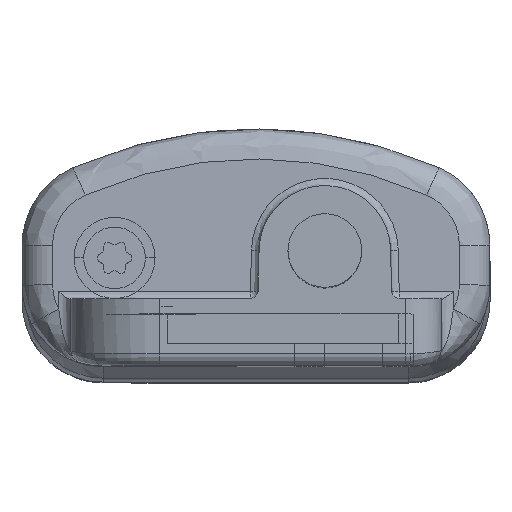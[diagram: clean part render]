
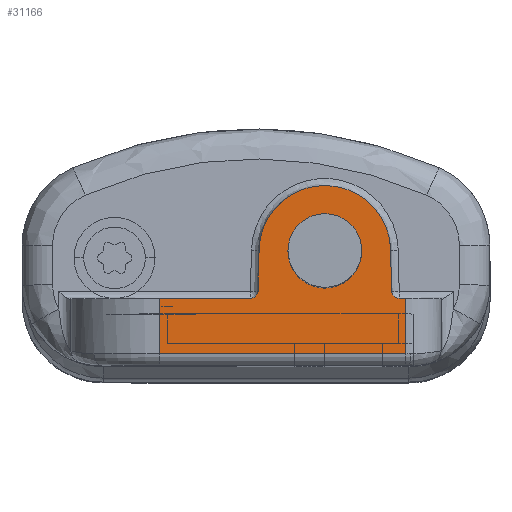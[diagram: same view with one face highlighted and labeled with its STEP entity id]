
A CAD part, top view. The second image highlights one B-rep face of the part: STEP entity #31166.
In plain terms, the highlighted planar face has unit normal (0, 0, 1).
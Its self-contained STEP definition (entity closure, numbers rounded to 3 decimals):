
#28447=CARTESIAN_POINT('',(4.5,5.5,36.8));
#28448=DIRECTION('',(0.,0.,-1.));
#28449=DIRECTION('',(1.,0.,0.));
#28450=AXIS2_PLACEMENT_3D('',#28447,#28448,#28449);
#28452=CARTESIAN_POINT('',(4.5,5.5,36.8));
#28453=DIRECTION('',(0.,0.,-1.));
#28454=DIRECTION('',(-1.,0.,0.));
#28455=AXIS2_PLACEMENT_3D('',#28452,#28453,#28454);
#28457=DIRECTION('',(0.,-1.,0.));
#28458=VECTOR('',#28457,3.6);
#28459=CARTESIAN_POINT('',(-6.3,2.4,36.8));
#28460=LINE('',#28459,#28458);
#28461=DIRECTION('',(-1.,0.,0.));
#28462=VECTOR('',#28461,5.936);
#28463=CARTESIAN_POINT('',(-0.364,2.4,36.8));
#28464=LINE('',#28463,#28462);
#28465=DIRECTION('',(-0.024,-1.,0.));
#28466=VECTOR('',#28465,2.716);
#28467=CARTESIAN_POINT('',(0.201,5.604,36.8));
#28468=LINE('',#28467,#28466);
#28469=CARTESIAN_POINT('',(4.5,5.5,36.8));
#28470=DIRECTION('',(0.,0.,1.));
#28471=DIRECTION('',(1.,0.024,0.));
#28472=AXIS2_PLACEMENT_3D('',#28469,#28470,#28471);
#28474=DIRECTION('',(-0.024,1.,0.));
#28475=VECTOR('',#28474,2.716);
#28476=CARTESIAN_POINT('',(8.864,2.888,36.8));
#28477=LINE('',#28476,#28475);
#28478=DIRECTION('',(-1.,0.,0.));
#28479=VECTOR('',#28478,0.436);
#28480=CARTESIAN_POINT('',(9.8,2.4,36.8));
#28481=LINE('',#28480,#28479);
#28482=DIRECTION('',(0.,1.,0.));
#28483=VECTOR('',#28482,3.6);
#28484=CARTESIAN_POINT('',(9.8,-1.2,36.8));
#28485=LINE('',#28484,#28483);
#28486=DIRECTION('',(1.,0.,0.));
#28487=VECTOR('',#28486,16.1);
#28488=CARTESIAN_POINT('',(-6.3,-1.2,36.8));
#28489=LINE('',#28488,#28487);
#29293=CARTESIAN_POINT('',(9.364,2.9,36.8));
#29294=DIRECTION('',(0.,0.,-1.));
#29295=DIRECTION('',(0.,-1.,0.));
#29296=AXIS2_PLACEMENT_3D('',#29293,#29294,#29295);
#29381=CARTESIAN_POINT('',(-0.364,2.9,36.8));
#29382=DIRECTION('',(0.,0.,-1.));
#29383=DIRECTION('',(1.,-0.024,0.));
#29384=AXIS2_PLACEMENT_3D('',#29381,#29382,#29383);
#30394=CARTESIAN_POINT('',(6.91,5.5,36.8));
#30395=CARTESIAN_POINT('',(2.09,5.5,36.8));
#30396=VERTEX_POINT('',#30394);
#30397=VERTEX_POINT('',#30395);
#30398=CARTESIAN_POINT('',(8.799,5.604,36.8));
#30399=CARTESIAN_POINT('',(0.201,5.604,36.8));
#30400=VERTEX_POINT('',#30398);
#30401=VERTEX_POINT('',#30399);
#30403=CARTESIAN_POINT('',(-6.3,2.4,36.8));
#30405=VERTEX_POINT('',#30403);
#30406=CARTESIAN_POINT('',(9.8,2.4,36.8));
#30408=VERTEX_POINT('',#30406);
#30410=CARTESIAN_POINT('',(-6.3,-1.2,36.8));
#30411=VERTEX_POINT('',#30410);
#30412=CARTESIAN_POINT('',(9.8,-1.2,36.8));
#30414=VERTEX_POINT('',#30412);
#30630=CARTESIAN_POINT('',(0.136,2.888,36.8));
#30631=VERTEX_POINT('',#30630);
#30632=CARTESIAN_POINT('',(8.864,2.888,36.8));
#30633=VERTEX_POINT('',#30632);
#30830=CARTESIAN_POINT('',(-0.364,2.4,36.8));
#30831=VERTEX_POINT('',#30830);
#30832=CARTESIAN_POINT('',(9.364,2.4,36.8));
#30833=VERTEX_POINT('',#30832);
#31135=CARTESIAN_POINT('',(0.,0.,36.8));
#31136=DIRECTION('',(0.,0.,1.));
#31137=DIRECTION('',(1.,0.,0.));
#31138=AXIS2_PLACEMENT_3D('',#31135,#31136,#31137);
#31139=PLANE('',#31138);
#31141=ORIENTED_EDGE('',*,*,#31140,.F.);
#31143=ORIENTED_EDGE('',*,*,#31142,.F.);
#31145=ORIENTED_EDGE('',*,*,#31144,.F.);
#31147=ORIENTED_EDGE('',*,*,#31146,.F.);
#31149=ORIENTED_EDGE('',*,*,#31148,.F.);
#31151=ORIENTED_EDGE('',*,*,#31150,.F.);
#31153=ORIENTED_EDGE('',*,*,#31152,.F.);
#31155=ORIENTED_EDGE('',*,*,#31154,.F.);
#31157=ORIENTED_EDGE('',*,*,#31156,.F.);
#31159=ORIENTED_EDGE('',*,*,#31158,.F.);
#31160=EDGE_LOOP('',(#31141,#31143,#31145,#31147,#31149,#31151,#31153,#31155,
#31157,#31159));
#31161=FACE_OUTER_BOUND('',#31160,.F.);
#31162=ORIENTED_EDGE('',*,*,#31117,.F.);
#31163=ORIENTED_EDGE('',*,*,#31130,.F.);
#31164=EDGE_LOOP('',(#31162,#31163));
#31165=FACE_BOUND('',#31164,.F.);
#31166=ADVANCED_FACE('',(#31161,#31165),#31139,.T.);
#28451=CIRCLE('',#28450,2.41);
#28456=CIRCLE('',#28455,2.41);
#28473=CIRCLE('',#28472,4.3);
#29297=CIRCLE('',#29296,0.5);
#29385=CIRCLE('',#29384,0.5);
#31117=EDGE_CURVE('',#30396,#30397,#28451,.T.);
#31130=EDGE_CURVE('',#30397,#30396,#28456,.T.);
#31140=EDGE_CURVE('',#30405,#30411,#28460,.T.);
#31142=EDGE_CURVE('',#30831,#30405,#28464,.T.);
#31144=EDGE_CURVE('',#30631,#30831,#29385,.T.);
#31146=EDGE_CURVE('',#30401,#30631,#28468,.T.);
#31148=EDGE_CURVE('',#30400,#30401,#28473,.T.);
#31150=EDGE_CURVE('',#30633,#30400,#28477,.T.);
#31152=EDGE_CURVE('',#30833,#30633,#29297,.T.);
#31154=EDGE_CURVE('',#30408,#30833,#28481,.T.);
#31156=EDGE_CURVE('',#30414,#30408,#28485,.T.);
#31158=EDGE_CURVE('',#30411,#30414,#28489,.T.);
